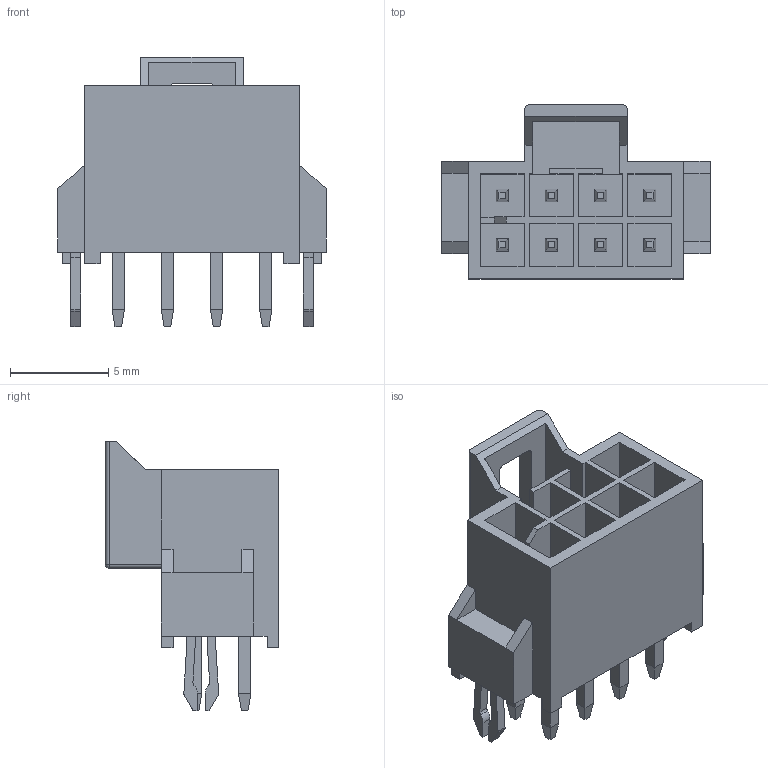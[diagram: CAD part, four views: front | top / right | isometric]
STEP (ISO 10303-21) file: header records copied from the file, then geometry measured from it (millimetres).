
FILE_DESCRIPTION (( 'STEP AP214' ), '1' );
FILE_NAME ('1053122108.STEP', '2023-10-12T14:32:44', ( '' ), ( '' ), 'SwSTEP 2.0', 'SolidWorks 2021', '' );
FILE_SCHEMA (( 'AUTOMOTIVE_DESIGN' ));
Length unit declared in the file: millimetre
Products named in the file (1): 1053122108
Bounding box: 13.66 x 8.84 x 13.71 mm (x, y, z)
Volume: 412.8 mm3; surface area: 1190.4 mm2
Topology: 1 solids, 1 shells, 307 faces, 772 edges, 488 vertices
Faces by surface type: plane 273, cylinder 32, sphere 2
Entity records: 8978 total; most frequent: CARTESIAN_POINT 1566, ORIENTED_EDGE 1540, DIRECTION 1450, EDGE_CURVE 770, LINE 706, VECTOR 706, VERTEX_POINT 488, AXIS2_PLACEMENT_3D 372
